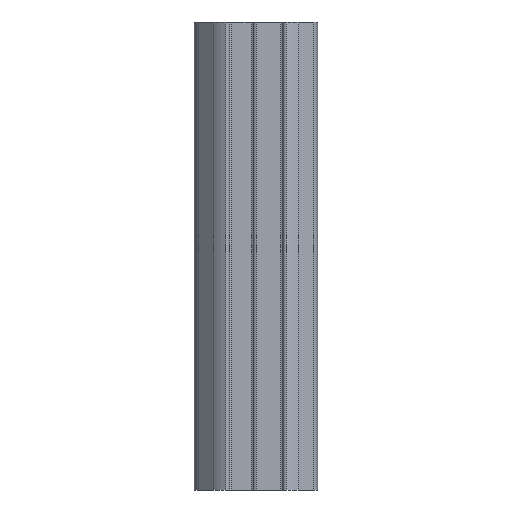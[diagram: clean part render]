
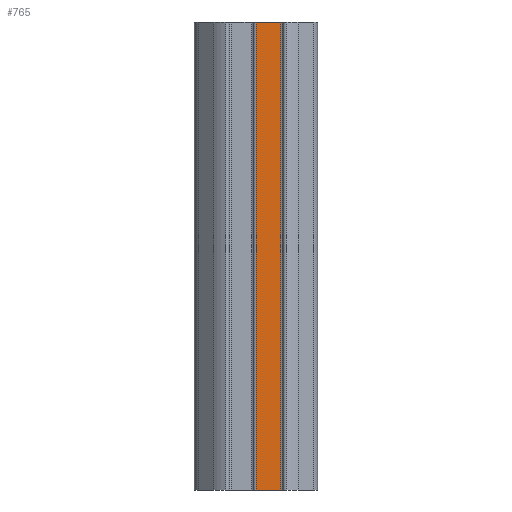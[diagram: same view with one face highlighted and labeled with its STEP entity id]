
A CAD part, left-side view. The second image highlights one B-rep face of the part: STEP entity #765.
In plain terms, the highlighted planar face has unit normal (-1, 0, 0).
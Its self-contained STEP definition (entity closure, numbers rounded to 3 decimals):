
#23=LINE('',#1187,#93);
#43=LINE('',#1266,#113);
#44=LINE('',#1269,#114);
#45=LINE('',#1270,#115);
#93=VECTOR('',#915,5.25);
#113=VECTOR('',#987,100.);
#114=VECTOR('',#990,5.25);
#115=VECTOR('',#991,100.);
#159=PLANE('',#835);
#187=FACE_OUTER_BOUND('',#229,.T.);
#229=EDGE_LOOP('',(#575,#576,#577,#578));
#322=VERTEX_POINT('',#1184);
#323=VERTEX_POINT('',#1186);
#356=VERTEX_POINT('',#1264);
#357=VERTEX_POINT('',#1268);
#403=EDGE_CURVE('',#323,#322,#23,.T.);
#443=EDGE_CURVE('',#322,#356,#43,.T.);
#444=EDGE_CURVE('',#356,#357,#44,.T.);
#445=EDGE_CURVE('',#323,#357,#45,.T.);
#575=ORIENTED_EDGE('',*,*,#444,.T.);
#576=ORIENTED_EDGE('',*,*,#445,.F.);
#577=ORIENTED_EDGE('',*,*,#403,.T.);
#578=ORIENTED_EDGE('',*,*,#443,.T.);
#765=ADVANCED_FACE('',(#187),#159,.T.);
#835=AXIS2_PLACEMENT_3D('',#1267,#988,#989);
#915=DIRECTION('',(0.,-1.,0.));
#987=DIRECTION('',(0.,0.,1.));
#988=DIRECTION('center_axis',(-1.,0.,0.));
#989=DIRECTION('ref_axis',(0.,0.,1.));
#990=DIRECTION('',(0.,1.,0.));
#991=DIRECTION('',(0.,0.,1.));
#1184=CARTESIAN_POINT('',(-3.85,-5.25,-50.));
#1186=CARTESIAN_POINT('',(-3.85,0.,-50.));
#1187=CARTESIAN_POINT('',(-3.85,0.,-50.));
#1264=CARTESIAN_POINT('',(-3.85,-5.25,50.));
#1266=CARTESIAN_POINT('',(-3.85,-5.25,0.));
#1267=CARTESIAN_POINT('Origin',(-3.85,-5.25,0.));
#1268=CARTESIAN_POINT('',(-3.85,0.,50.));
#1269=CARTESIAN_POINT('',(-3.85,0.,50.));
#1270=CARTESIAN_POINT('',(-3.85,0.,0.));
